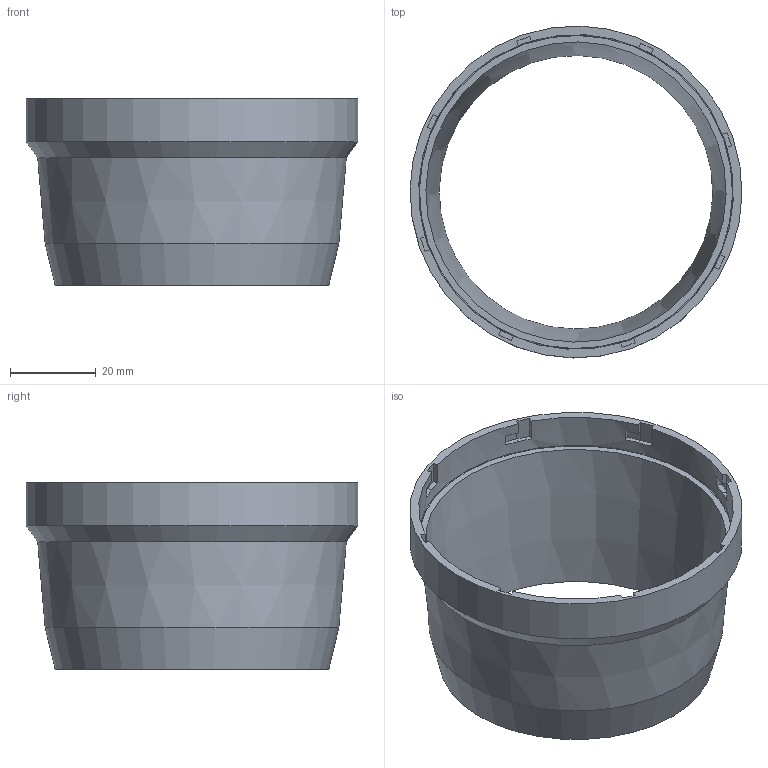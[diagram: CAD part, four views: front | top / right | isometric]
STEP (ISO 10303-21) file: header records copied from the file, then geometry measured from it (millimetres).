
FILE_DESCRIPTION(('FreeCAD Model'),'2;1');
FILE_NAME('Open CASCADE Shape Model','2024-05-23T17:35:59',('Author'),( ''),'Open CASCADE STEP processor 7.6','FreeCAD','Unknown');
FILE_SCHEMA(('AUTOMOTIVE_DESIGN { 1 0 10303 214 1 1 1 1 }'));
Length unit declared in the file: millimetre
Products named in the file (2): Exhaust-Jet-Expander; Body078
Assembly tree (1 placements, depth 2):
  Exhaust-Jet-Expander
    Body078
Bounding box: 77.39 x 77.39 x 43.5 mm (x, y, z)
Volume: 15613.6 mm3; surface area: 20368.1 mm2
Topology: 1 solids, 1 shells, 73 faces, 193 edges, 123 vertices
Faces by surface type: plane 59, cylinder 10, cone 4
Full cylindrical faces by diameter (mm): 73.4 x1, 77.4 x1
Entity records: 2294 total; most frequent: DIRECTION 402, CARTESIAN_POINT 391, ORIENTED_EDGE 386, EDGE_CURVE 193, AXIS2_PLACEMENT_3D 134, LINE 134, VECTOR 134, VERTEX_POINT 123
